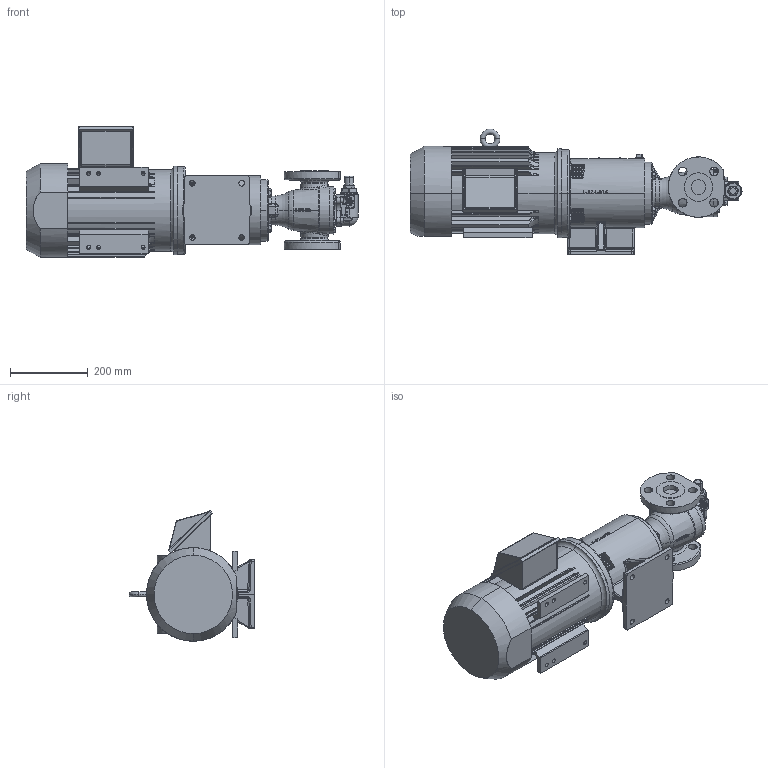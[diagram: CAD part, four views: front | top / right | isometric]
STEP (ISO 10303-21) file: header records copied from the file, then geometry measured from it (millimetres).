
FILE_DESCRIPTION (( 'STEP AP214' ), '1' );
FILE_NAME ('HV-4048.STEP', '2019-12-02T19:54:40', ( '' ), ( '' ), 'SwSTEP 2.0', 'SolidWorks 2018', '' );
FILE_SCHEMA (( 'AUTOMOTIVE_DESIGN' ));
Length unit declared in the file: inch
Products named in the file (1): HV-4048
Bounding box: 855.36 x 324.06 x 336.15 mm (x, y, z)
Volume: 25702852 mm3; surface area: 1061315.7 mm2
Topology: 1 solids, 1 shells, 6292 faces, 16430 edges, 10654 vertices
Faces by surface type: plane 3663, bspline 1690, cylinder 558, cone 202, torus 111, sphere 68
Entity records: 352502 total; most frequent: CARTESIAN_POINT 171090, ORIENTED_EDGE 32756, DIRECTION 22256, EDGE_CURVE 16378, VERTEX_POINT 10646, VECTOR 10326, LINE 10326, EDGE_LOOP 6934
